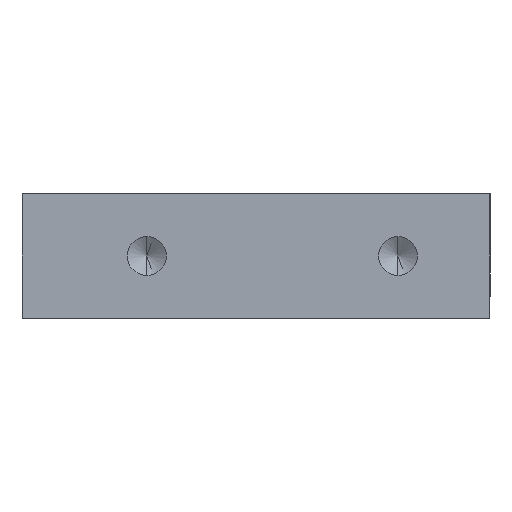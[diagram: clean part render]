
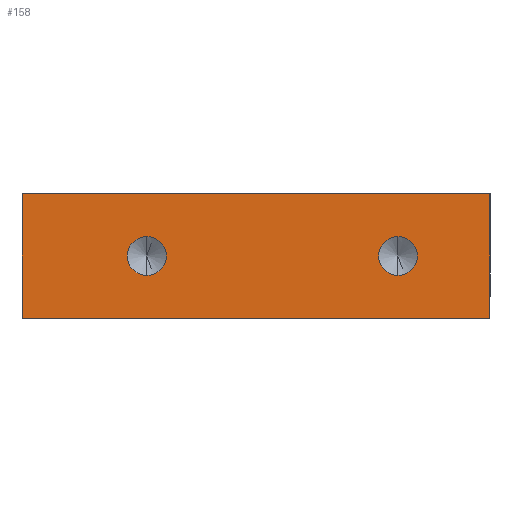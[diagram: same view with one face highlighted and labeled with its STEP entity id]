
A CAD part, left-side view. The second image highlights one B-rep face of the part: STEP entity #158.
In plain terms, the highlighted planar face has unit normal (-1, 0, 0).
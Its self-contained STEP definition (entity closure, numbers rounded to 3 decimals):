
#55 = CIRCLE ( 'NONE', #1082, 1.25 ) ;
#57 = CIRCLE ( 'NONE', #989, 1.25 ) ;
#92 = CARTESIAN_POINT ( 'NONE',  ( -20., 15., 4. ) ) ;
#99 = DIRECTION ( 'NONE',  ( 0., 0., -1. ) ) ;
#133 = CARTESIAN_POINT ( 'NONE',  ( -20., -15., 4. ) ) ;
#158 = ADVANCED_FACE ( 'NONE', ( #440, #303, #882 ), #1444, .F. ) ;
#200 = DIRECTION ( 'NONE',  ( 0., -1., 0. ) ) ;
#230 = VECTOR ( 'NONE', #99, 1000. ) ;
#262 = DIRECTION ( 'NONE',  ( 0., 0., -1. ) ) ;
#267 = VERTEX_POINT ( 'NONE', #899 ) ;
#303 = FACE_BOUND ( 'NONE', #1616, .T. ) ;
#313 = LINE ( 'NONE', #1719, #1702 ) ;
#320 = DIRECTION ( 'NONE',  ( -1., 0., 0. ) ) ;
#325 = CARTESIAN_POINT ( 'NONE',  ( -20., 15., -4. ) ) ;
#328 = ORIENTED_EDGE ( 'NONE', *, *, #767, .F. ) ;
#360 = CARTESIAN_POINT ( 'NONE',  ( -20., -15., 4. ) ) ;
#375 = EDGE_CURVE ( 'NONE', #1073, #634, #1816, .T. ) ;
#409 = CARTESIAN_POINT ( 'NONE',  ( -20., -9.1, 0. ) ) ;
#415 = CARTESIAN_POINT ( 'NONE',  ( -20., 7., -1.25 ) ) ;
#426 = EDGE_CURVE ( 'NONE', #540, #552, #822, .T. ) ;
#440 = FACE_BOUND ( 'NONE', #841, .T. ) ;
#457 = CARTESIAN_POINT ( 'NONE',  ( -20., 7., 0. ) ) ;
#484 = LINE ( 'NONE', #360, #1404 ) ;
#485 = EDGE_CURVE ( 'NONE', #883, #759, #1525, .T. ) ;
#513 = CARTESIAN_POINT ( 'NONE',  ( -20., -15., 4. ) ) ;
#515 = AXIS2_PLACEMENT_3D ( 'NONE', #1285, #748, #873 ) ;
#540 = VERTEX_POINT ( 'NONE', #1559 ) ;
#552 = VERTEX_POINT ( 'NONE', #325 ) ;
#556 = ORIENTED_EDGE ( 'NONE', *, *, #968, .F. ) ;
#570 = DIRECTION ( 'NONE',  ( 0., 0., 1. ) ) ;
#599 = CARTESIAN_POINT ( 'NONE',  ( -20., -9.1, 1.25 ) ) ;
#634 = VERTEX_POINT ( 'NONE', #990 ) ;
#732 = EDGE_CURVE ( 'NONE', #552, #634, #313, .T. ) ;
#738 = ORIENTED_EDGE ( 'NONE', *, *, #426, .T. ) ;
#748 = DIRECTION ( 'NONE',  ( -1., 0., 0. ) ) ;
#755 = AXIS2_PLACEMENT_3D ( 'NONE', #862, #1002, #988 ) ;
#759 = VERTEX_POINT ( 'NONE', #599 ) ;
#767 = EDGE_CURVE ( 'NONE', #759, #883, #1175, .T. ) ;
#786 = VECTOR ( 'NONE', #262, 1000. ) ;
#804 = EDGE_CURVE ( 'NONE', #1182, #267, #57, .T. ) ;
#822 = LINE ( 'NONE', #92, #230 ) ;
#841 = EDGE_LOOP ( 'NONE', ( #1027, #1178 ) ) ;
#862 = CARTESIAN_POINT ( 'NONE',  ( -20., -15., 4. ) ) ;
#873 = DIRECTION ( 'NONE',  ( 0., 0., 1. ) ) ;
#882 = FACE_OUTER_BOUND ( 'NONE', #1718, .T. ) ;
#883 = VERTEX_POINT ( 'NONE', #1343 ) ;
#884 = DIRECTION ( 'NONE',  ( 0., -1., 0. ) ) ;
#899 = CARTESIAN_POINT ( 'NONE',  ( -20., 7., 1.25 ) ) ;
#968 = EDGE_CURVE ( 'NONE', #540, #1073, #484, .T. ) ;
#969 = DIRECTION ( 'NONE',  ( 0., 0., 1. ) ) ;
#988 = DIRECTION ( 'NONE',  ( 0., 0., -1. ) ) ;
#989 = AXIS2_PLACEMENT_3D ( 'NONE', #457, #1703, #1447 ) ;
#990 = CARTESIAN_POINT ( 'NONE',  ( -20., -15., -4. ) ) ;
#1002 = DIRECTION ( 'NONE',  ( 1., 0., 0. ) ) ;
#1027 = ORIENTED_EDGE ( 'NONE', *, *, #1770, .F. ) ;
#1073 = VERTEX_POINT ( 'NONE', #133 ) ;
#1082 = AXIS2_PLACEMENT_3D ( 'NONE', #1426, #320, #570 ) ;
#1175 = CIRCLE ( 'NONE', #515, 1.25 ) ;
#1178 = ORIENTED_EDGE ( 'NONE', *, *, #804, .F. ) ;
#1182 = VERTEX_POINT ( 'NONE', #415 ) ;
#1285 = CARTESIAN_POINT ( 'NONE',  ( -20., -9.1, 0. ) ) ;
#1289 = AXIS2_PLACEMENT_3D ( 'NONE', #409, #1522, #969 ) ;
#1343 = CARTESIAN_POINT ( 'NONE',  ( -20., -9.1, -1.25 ) ) ;
#1404 = VECTOR ( 'NONE', #200, 1000. ) ;
#1426 = CARTESIAN_POINT ( 'NONE',  ( -20., 7., 0. ) ) ;
#1444 = PLANE ( 'NONE',  #755 ) ;
#1447 = DIRECTION ( 'NONE',  ( 0., 0., 1. ) ) ;
#1522 = DIRECTION ( 'NONE',  ( -1., 0., 0. ) ) ;
#1525 = CIRCLE ( 'NONE', #1289, 1.25 ) ;
#1559 = CARTESIAN_POINT ( 'NONE',  ( -20., 15., 4. ) ) ;
#1616 = EDGE_LOOP ( 'NONE', ( #328, #1760 ) ) ;
#1655 = ORIENTED_EDGE ( 'NONE', *, *, #375, .F. ) ;
#1674 = ORIENTED_EDGE ( 'NONE', *, *, #732, .T. ) ;
#1702 = VECTOR ( 'NONE', #884, 1000. ) ;
#1703 = DIRECTION ( 'NONE',  ( -1., 0., 0. ) ) ;
#1718 = EDGE_LOOP ( 'NONE', ( #1674, #1655, #556, #738 ) ) ;
#1719 = CARTESIAN_POINT ( 'NONE',  ( -20., -15., -4. ) ) ;
#1760 = ORIENTED_EDGE ( 'NONE', *, *, #485, .F. ) ;
#1770 = EDGE_CURVE ( 'NONE', #267, #1182, #55, .T. ) ;
#1816 = LINE ( 'NONE', #513, #786 ) ;
